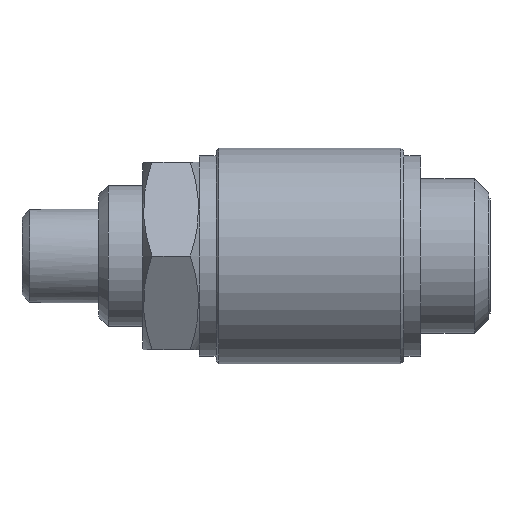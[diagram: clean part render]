
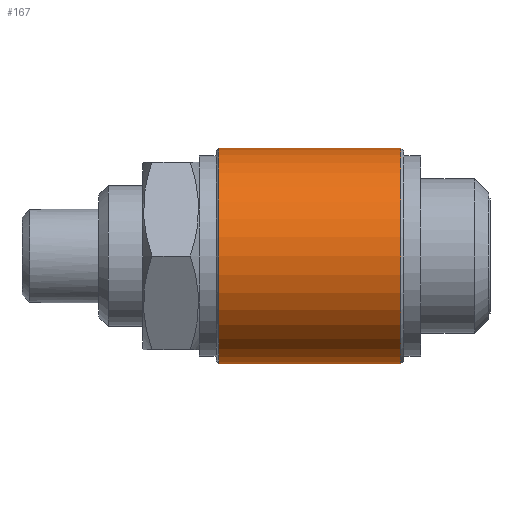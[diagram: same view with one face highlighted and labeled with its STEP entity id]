
A CAD part, left-side view. The second image highlights one B-rep face of the part: STEP entity #167.
In plain terms, the highlighted cylindrical face has radius 11.5 mm (diameter 23 mm), a partial arc.
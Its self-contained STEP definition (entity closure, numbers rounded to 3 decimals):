
#167 = ADVANCED_FACE ( 'NONE', ( #1645 ), #1654, .T. ) ;
#168 = EDGE_LOOP ( 'NONE', ( #191, #3283, #3289, #3291 ) ) ;
#191 = ORIENTED_EDGE ( 'NONE', *, *, #3382, .F. ) ;
#1645 = FACE_OUTER_BOUND ( 'NONE', #168, .T. ) ;
#1654 = CYLINDRICAL_SURFACE ( 'NONE', #1659, 11.5 ) ;
#1658 = DIRECTION ( 'NONE',  ( 0., 0., -1. ) ) ;
#1659 = AXIS2_PLACEMENT_3D ( 'NONE', #1673, #1672, #1658 ) ;
#1672 = DIRECTION ( 'NONE',  ( 0., -1., 0. ) ) ;
#1673 = CARTESIAN_POINT ( 'NONE',  ( 0., 9.619, 0. ) ) ;
#2103 = DIRECTION ( 'NONE',  ( 0., 0., -1. ) ) ;
#2238 = VERTEX_POINT ( 'NONE', #2298 ) ;
#2239 = VERTEX_POINT ( 'NONE', #2302 ) ;
#2298 = CARTESIAN_POINT ( 'NONE',  ( 0., 9.8, 11.5 ) ) ;
#2302 = CARTESIAN_POINT ( 'NONE',  ( 0., 9.8, -11.5 ) ) ;
#2351 = CIRCLE ( 'NONE', #2383, 11.5 ) ;
#2352 = CIRCLE ( 'NONE', #2380, 11.5 ) ;
#2354 = DIRECTION ( 'NONE',  ( 0., -1., 0. ) ) ;
#2374 = DIRECTION ( 'NONE',  ( 0., 0., -1. ) ) ;
#2376 = CARTESIAN_POINT ( 'NONE',  ( 0., 29.2, 0. ) ) ;
#2380 = AXIS2_PLACEMENT_3D ( 'NONE', #2376, #2354, #2374 ) ;
#2381 = DIRECTION ( 'NONE',  ( 0., -1., 0. ) ) ;
#2382 = CARTESIAN_POINT ( 'NONE',  ( 0., 9.8, 0. ) ) ;
#2383 = AXIS2_PLACEMENT_3D ( 'NONE', #2382, #2381, #2103 ) ;
#2453 = CARTESIAN_POINT ( 'NONE',  ( 0., 29.2, -11.5 ) ) ;
#2536 = DIRECTION ( 'NONE',  ( 0., -1., 0. ) ) ;
#2537 = VECTOR ( 'NONE', #2536, 1000. ) ;
#2538 = CARTESIAN_POINT ( 'NONE',  ( 0., 9.619, 11.5 ) ) ;
#2539 = LINE ( 'NONE', #2538, #2537 ) ;
#2730 = CARTESIAN_POINT ( 'NONE',  ( 0., 29.2, 11.5 ) ) ;
#2813 = DIRECTION ( 'NONE',  ( 0., -1., 0. ) ) ;
#2814 = CARTESIAN_POINT ( 'NONE',  ( 0., 9.619, -11.5 ) ) ;
#2829 = LINE ( 'NONE', #2814, #2853 ) ;
#2853 = VECTOR ( 'NONE', #2813, 1000. ) ;
#3280 = EDGE_CURVE ( 'NONE', #3355, #3338, #2352, .T. ) ;
#3283 = ORIENTED_EDGE ( 'NONE', *, *, #3280, .T. ) ;
#3289 = ORIENTED_EDGE ( 'NONE', *, *, #3361, .T. ) ;
#3290 = EDGE_CURVE ( 'NONE', #2238, #2239, #2351, .T. ) ;
#3291 = ORIENTED_EDGE ( 'NONE', *, *, #3290, .F. ) ;
#3338 = VERTEX_POINT ( 'NONE', #2453 ) ;
#3355 = VERTEX_POINT ( 'NONE', #2730 ) ;
#3361 = EDGE_CURVE ( 'NONE', #3338, #2239, #2829, .T. ) ;
#3382 = EDGE_CURVE ( 'NONE', #3355, #2238, #2539, .T. ) ;
